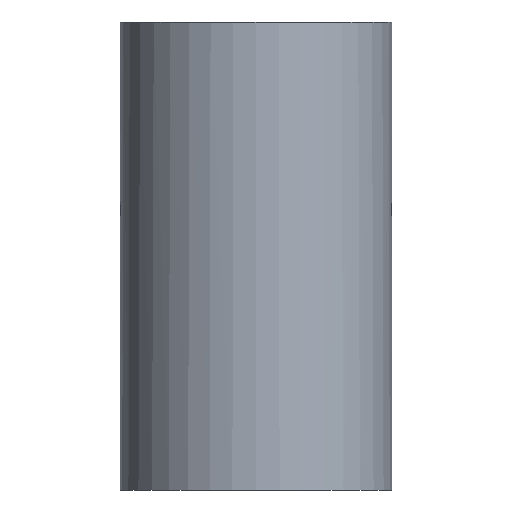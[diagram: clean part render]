
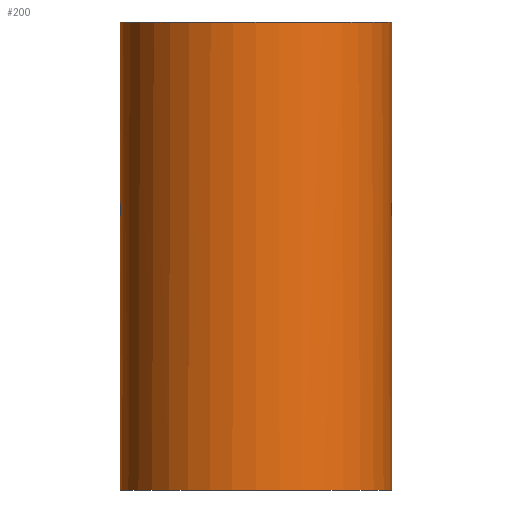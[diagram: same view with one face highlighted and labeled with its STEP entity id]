
A CAD part, front view. The second image highlights one B-rep face of the part: STEP entity #200.
In plain terms, the highlighted cylindrical face has radius 14.5 mm (diameter 29 mm), a partial arc.
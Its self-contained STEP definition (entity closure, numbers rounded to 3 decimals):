
#28 = EDGE_CURVE ( 'NONE', #650, #671, #232, .T. ) ;
#36 = DIRECTION ( 'NONE',  ( -1., 0., 0. ) ) ;
#43 = CARTESIAN_POINT ( 'NONE',  ( 14.491, -0.5, 30.866 ) ) ;
#47 = DIRECTION ( 'NONE',  ( 0., 0., 1. ) ) ;
#53 = ORIENTED_EDGE ( 'NONE', *, *, #300, .F. ) ;
#69 = CARTESIAN_POINT ( 'NONE',  ( -14.491, -0.5, 30.866 ) ) ;
#74 = AXIS2_PLACEMENT_3D ( 'NONE', #410, #111, #404 ) ;
#78 = ORIENTED_EDGE ( 'NONE', *, *, #138, .T. ) ;
#84 = CARTESIAN_POINT ( 'NONE',  ( -14.465, -1.007, 30.182 ) ) ;
#90 = ORIENTED_EDGE ( 'NONE', *, *, #679, .F. ) ;
#93 = VERTEX_POINT ( 'NONE', #263 ) ;
#102 = CARTESIAN_POINT ( 'NONE',  ( 14.48, -0.782, 29.339 ) ) ;
#106 = CARTESIAN_POINT ( 'NONE',  ( 14.476, -0.84, 30.585 ) ) ;
#111 = DIRECTION ( 'NONE',  ( 0., 0., 1. ) ) ;
#132 = VERTEX_POINT ( 'NONE', #272 ) ;
#138 = EDGE_CURVE ( 'NONE', #684, #132, #527, .T. ) ;
#157 = CARTESIAN_POINT ( 'NONE',  ( 14.5, 0., 29. ) ) ;
#168 = CARTESIAN_POINT ( 'NONE',  ( 14.5, 0., 50. ) ) ;
#194 = VECTOR ( 'NONE', #47, 1000. ) ;
#198 = CARTESIAN_POINT ( 'NONE',  ( -14.476, -0.841, 30.583 ) ) ;
#200 = ADVANCED_FACE ( 'NONE', ( #699 ), #662, .T. ) ;
#221 = CARTESIAN_POINT ( 'NONE',  ( 0., 0., 50. ) ) ;
#232 = B_SPLINE_CURVE_WITH_KNOTS ( 'NONE', 3,
 ( #69, #496, #198, #84, #436, #318, #492, #325, #502, #670 ),
 .UNSPECIFIED., .F., .F.,
 ( 4, 2, 2, 2, 4 ),
 ( 0.001, 0.001, 0.002, 0.002, 0.003 ),
 .UNSPECIFIED. ) ;
#243 = EDGE_LOOP ( 'NONE', ( #53, #528, #78, #90, #754, #691, #375, #707 ) ) ;
#263 = CARTESIAN_POINT ( 'NONE',  ( -14.5, 0., 0. ) ) ;
#272 = CARTESIAN_POINT ( 'NONE',  ( 14.491, -0.5, 50. ) ) ;
#273 = CARTESIAN_POINT ( 'NONE',  ( 14.5, 0., 29. ) ) ;
#287 = LINE ( 'NONE', #168, #643 ) ;
#300 = EDGE_CURVE ( 'NONE', #659, #573, #287, .T. ) ;
#306 = EDGE_CURVE ( 'NONE', #650, #398, #507, .T. ) ;
#311 = AXIS2_PLACEMENT_3D ( 'NONE', #516, #570, #588 ) ;
#318 = CARTESIAN_POINT ( 'NONE',  ( -14.472, -0.91, 29.531 ) ) ;
#325 = CARTESIAN_POINT ( 'NONE',  ( -14.494, -0.436, 29.074 ) ) ;
#334 = CARTESIAN_POINT ( 'NONE',  ( -14.5, 0., 29. ) ) ;
#344 = DIRECTION ( 'NONE',  ( 0., 0., -1. ) ) ;
#353 = CARTESIAN_POINT ( 'NONE',  ( 14.465, -1.008, 30.181 ) ) ;
#367 = EDGE_CURVE ( 'NONE', #93, #573, #720, .T. ) ;
#369 = VECTOR ( 'NONE', #506, 1000. ) ;
#375 = ORIENTED_EDGE ( 'NONE', *, *, #384, .T. ) ;
#384 = EDGE_CURVE ( 'NONE', #671, #93, #706, .T. ) ;
#397 = CARTESIAN_POINT ( 'NONE',  ( 14.5, -0.218, 29. ) ) ;
#398 = VERTEX_POINT ( 'NONE', #459 ) ;
#400 = CARTESIAN_POINT ( 'NONE',  ( 14.464, -1.022, 29.952 ) ) ;
#404 = DIRECTION ( 'NONE',  ( 1., 0., 0. ) ) ;
#406 = CIRCLE ( 'NONE', #311, 14.5 ) ;
#409 = CARTESIAN_POINT ( 'NONE',  ( 14.494, -0.436, 29.074 ) ) ;
#410 = CARTESIAN_POINT ( 'NONE',  ( 0., 0., 0. ) ) ;
#436 = CARTESIAN_POINT ( 'NONE',  ( -14.464, -1.022, 29.951 ) ) ;
#459 = CARTESIAN_POINT ( 'NONE',  ( -14.491, -0.5, 50. ) ) ;
#468 = DIRECTION ( 'NONE',  ( 0., 0., -1. ) ) ;
#492 = CARTESIAN_POINT ( 'NONE',  ( -14.48, -0.781, 29.339 ) ) ;
#496 = CARTESIAN_POINT ( 'NONE',  ( -14.485, -0.688, 30.757 ) ) ;
#502 = CARTESIAN_POINT ( 'NONE',  ( -14.5, -0.218, 29. ) ) ;
#506 = DIRECTION ( 'NONE',  ( 0., 0., 1. ) ) ;
#507 = LINE ( 'NONE', #697, #194 ) ;
#516 = CARTESIAN_POINT ( 'NONE',  ( 0., 0., 50. ) ) ;
#520 = CARTESIAN_POINT ( 'NONE',  ( 14.472, -0.909, 29.53 ) ) ;
#527 = LINE ( 'NONE', #685, #369 ) ;
#528 = ORIENTED_EDGE ( 'NONE', *, *, #692, .T. ) ;
#565 = DIRECTION ( 'NONE',  ( 0., 0., -1. ) ) ;
#570 = DIRECTION ( 'NONE',  ( 0., 0., 1. ) ) ;
#573 = VERTEX_POINT ( 'NONE', #618 ) ;
#576 = CARTESIAN_POINT ( 'NONE',  ( 14.491, -0.5, 30.866 ) ) ;
#588 = DIRECTION ( 'NONE',  ( 1., 0., 0. ) ) ;
#601 = B_SPLINE_CURVE_WITH_KNOTS ( 'NONE', 3,
 ( #157, #397, #409, #102, #520, #400, #353, #106, #649, #43 ),
 .UNSPECIFIED., .F., .F.,
 ( 4, 2, 2, 2, 4 ),
 ( 0.003, 0.004, 0.004, 0.005, 0.006 ),
 .UNSPECIFIED. ) ;
#618 = CARTESIAN_POINT ( 'NONE',  ( 14.5, 0., 0. ) ) ;
#643 = VECTOR ( 'NONE', #468, 1000. ) ;
#649 = CARTESIAN_POINT ( 'NONE',  ( 14.485, -0.69, 30.756 ) ) ;
#650 = VERTEX_POINT ( 'NONE', #745 ) ;
#659 = VERTEX_POINT ( 'NONE', #273 ) ;
#661 = VECTOR ( 'NONE', #344, 1000. ) ;
#662 = CYLINDRICAL_SURFACE ( 'NONE', #688, 14.5 ) ;
#670 = CARTESIAN_POINT ( 'NONE',  ( -14.5, 0., 29. ) ) ;
#671 = VERTEX_POINT ( 'NONE', #334 ) ;
#679 = EDGE_CURVE ( 'NONE', #398, #132, #406, .T. ) ;
#684 = VERTEX_POINT ( 'NONE', #576 ) ;
#685 = CARTESIAN_POINT ( 'NONE',  ( 14.491, -0.5, 30. ) ) ;
#688 = AXIS2_PLACEMENT_3D ( 'NONE', #221, #565, #36 ) ;
#691 = ORIENTED_EDGE ( 'NONE', *, *, #28, .T. ) ;
#692 = EDGE_CURVE ( 'NONE', #659, #684, #601, .T. ) ;
#693 = CARTESIAN_POINT ( 'NONE',  ( -14.5, 0., 50. ) ) ;
#697 = CARTESIAN_POINT ( 'NONE',  ( -14.491, -0.5, 30. ) ) ;
#699 = FACE_OUTER_BOUND ( 'NONE', #243, .T. ) ;
#706 = LINE ( 'NONE', #693, #661 ) ;
#707 = ORIENTED_EDGE ( 'NONE', *, *, #367, .T. ) ;
#720 = CIRCLE ( 'NONE', #74, 14.5 ) ;
#745 = CARTESIAN_POINT ( 'NONE',  ( -14.491, -0.5, 30.866 ) ) ;
#754 = ORIENTED_EDGE ( 'NONE', *, *, #306, .F. ) ;
